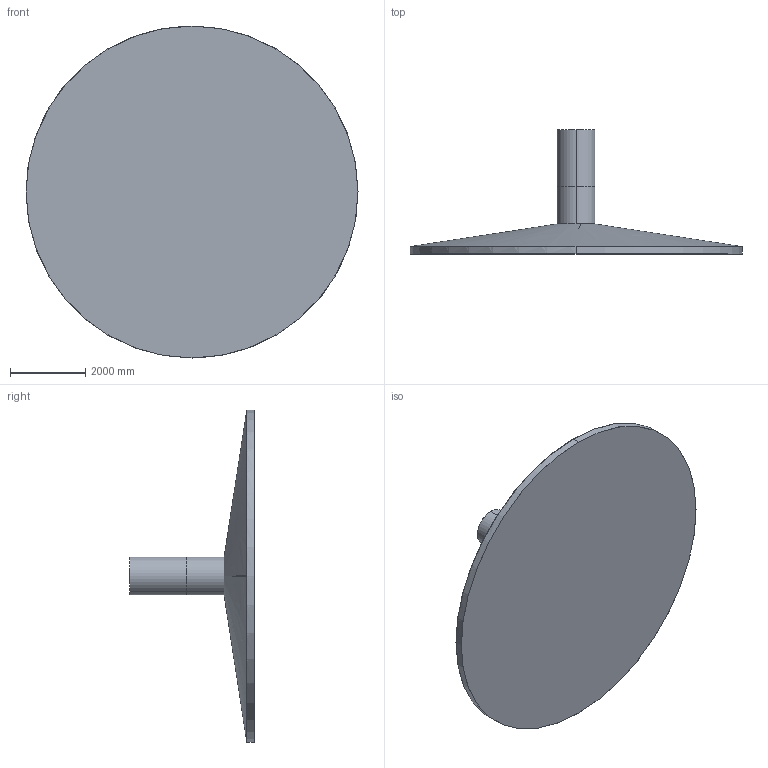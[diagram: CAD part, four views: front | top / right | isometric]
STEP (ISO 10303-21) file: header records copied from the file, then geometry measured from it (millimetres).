
FILE_DESCRIPTION (( 'STEP AP203' ), '1' );
FILE_NAME ('Combined.STEP', '2024-08-26T16:04:04', ( '' ), ( '' ), 'SwSTEP 2.0', 'SolidWorks 2024', '' );
FILE_SCHEMA (( 'CONFIG_CONTROL_DESIGN' ));
Length unit declared in the file: millimetre
Products named in the file (3): Combined; Solar Vortex Engine Part; Internal Solid Domain
Assembly tree (2 placements, depth 2):
  Combined
    Internal Solid Domain
    Solar Vortex Engine Part
Bounding box: 8804 x 3301 x 8804 mm (x, y, z)
Volume: 28030000984.8 mm3; surface area: 290844670 mm2
Topology: 15 solids, 15 shells, 157 faces, 376 edges, 248 vertices
Faces by surface type: plane 101, cylinder 48, cone 6, bspline 2
Entity records: 4909 total; most frequent: DIRECTION 838, CARTESIAN_POINT 814, ORIENTED_EDGE 752, EDGE_CURVE 376, AXIS2_PLACEMENT_3D 304, VERTEX_POINT 248, VECTOR 230, LINE 230
